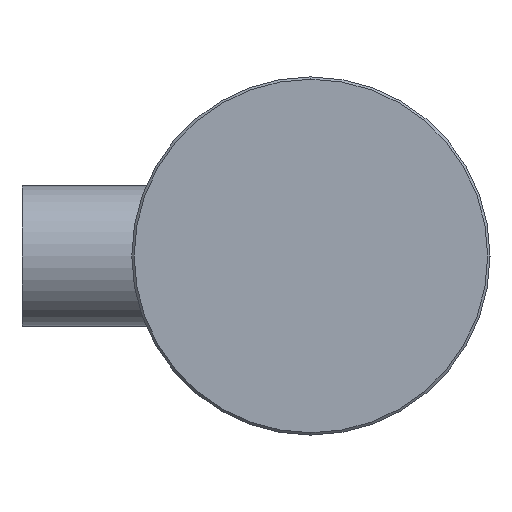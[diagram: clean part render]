
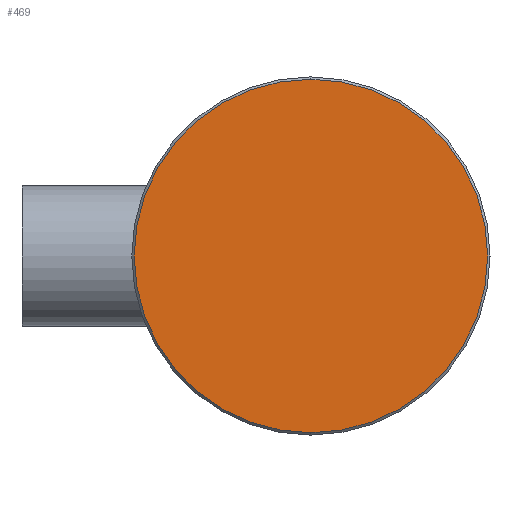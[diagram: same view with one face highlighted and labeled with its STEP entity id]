
A CAD part, left-side view. The second image highlights one B-rep face of the part: STEP entity #469.
In plain terms, the highlighted planar face has unit normal (-1, 0, 0).
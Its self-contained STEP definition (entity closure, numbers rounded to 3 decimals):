
#9 = CARTESIAN_POINT ( 'NONE',  ( 0., 0., -22.7 ) ) ;
#105 = AXIS2_PLACEMENT_3D ( 'NONE', #439, #224, #445 ) ;
#154 = DIRECTION ( 'NONE',  ( 0., 0., 1. ) ) ;
#159 = EDGE_CURVE ( 'NONE', #610, #270, #193, .T. ) ;
#185 = CARTESIAN_POINT ( 'NONE',  ( 0., 0., 0. ) ) ;
#193 = CIRCLE ( 'NONE', #655, 22.7 ) ;
#202 = EDGE_LOOP ( 'NONE', ( #205, #614 ) ) ;
#205 = ORIENTED_EDGE ( 'NONE', *, *, #734, .T. ) ;
#224 = DIRECTION ( 'NONE',  ( 1., 0., 0. ) ) ;
#250 = CIRCLE ( 'NONE', #793, 22.7 ) ;
#270 = VERTEX_POINT ( 'NONE', #9 ) ;
#278 = FACE_OUTER_BOUND ( 'NONE', #202, .T. ) ;
#344 = CARTESIAN_POINT ( 'NONE',  ( 0., 0., 0. ) ) ;
#389 = CARTESIAN_POINT ( 'NONE',  ( 0., 0., 22.7 ) ) ;
#439 = CARTESIAN_POINT ( 'NONE',  ( 0., 0., 0. ) ) ;
#445 = DIRECTION ( 'NONE',  ( 0., 0., -1. ) ) ;
#469 = ADVANCED_FACE ( 'NONE', ( #278 ), #753, .F. ) ;
#610 = VERTEX_POINT ( 'NONE', #389 ) ;
#614 = ORIENTED_EDGE ( 'NONE', *, *, #159, .T. ) ;
#655 = AXIS2_PLACEMENT_3D ( 'NONE', #344, #861, #154 ) ;
#734 = EDGE_CURVE ( 'NONE', #270, #610, #250, .T. ) ;
#753 = PLANE ( 'NONE',  #105 ) ;
#793 = AXIS2_PLACEMENT_3D ( 'NONE', #185, #834, #832 ) ;
#832 = DIRECTION ( 'NONE',  ( 0., 0., 1. ) ) ;
#834 = DIRECTION ( 'NONE',  ( -1., 0., 0. ) ) ;
#861 = DIRECTION ( 'NONE',  ( -1., 0., 0. ) ) ;
